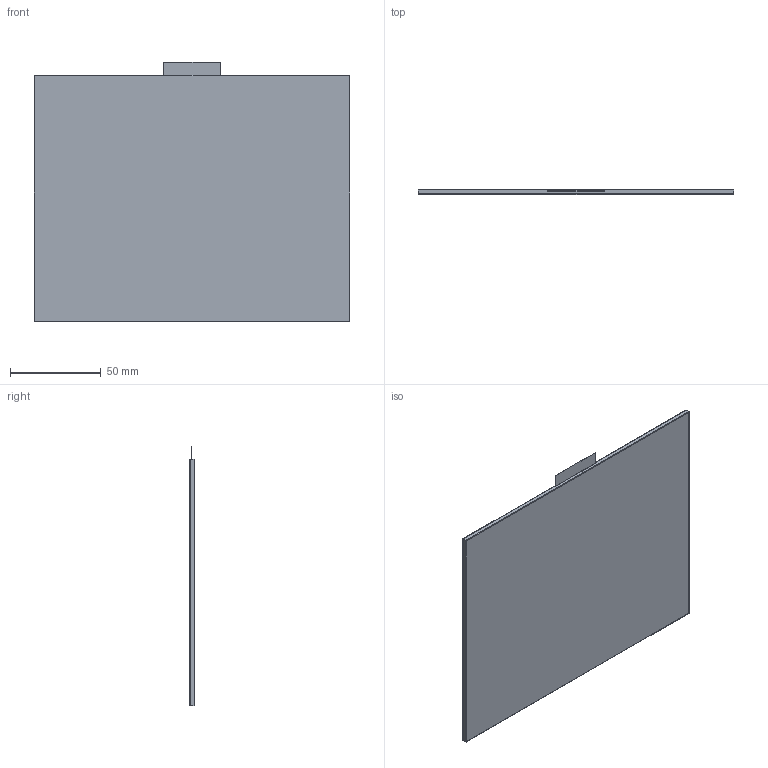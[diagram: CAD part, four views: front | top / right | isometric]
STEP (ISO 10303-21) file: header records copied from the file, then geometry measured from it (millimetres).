
FILE_DESCRIPTION(/* description */ (''),/* implementation_level */ '2;1');
FILE_NAME(/* name */ 'HE080IA-01D_IPS_Panel.step',/* time_stamp */ '2020-05-16T15:56:57-04:00',/* author */ (''),/* organization */ (''),/* preprocessor_version */ 'ST-DEVELOPER v18.1',/* originating_system */ 'Autodesk Translation Framework v9.3.0.1241',/* authorisation */ '');
FILE_SCHEMA (('AUTOMOTIVE_DESIGN { 1 0 10303 214 3 1 1 }'));
Length unit declared in the file: millimetre
Products named in the file (5): HE080IA-01D_IPS_Panel; Panel; Ribbon Stub; Panel (2); LCD
Assembly tree (4 placements, depth 3):
  HE080IA-01D_IPS_Panel
    Panel
      Ribbon Stub
      Panel (2)
      LCD
Bounding box: 174.15 x 3.01 x 143.34 mm (x, y, z)
Volume: 70929 mm3; surface area: 90991 mm2
Topology: 3 solids, 3 shells, 39 faces, 80 edges, 48 vertices
Faces by surface type: plane 27, cylinder 12
Entity records: 1167 total; most frequent: DIRECTION 190, CARTESIAN_POINT 177, ORIENTED_EDGE 160, EDGE_CURVE 80, LINE 68, VECTOR 68, AXIS2_PLACEMENT_3D 61, VERTEX_POINT 48
